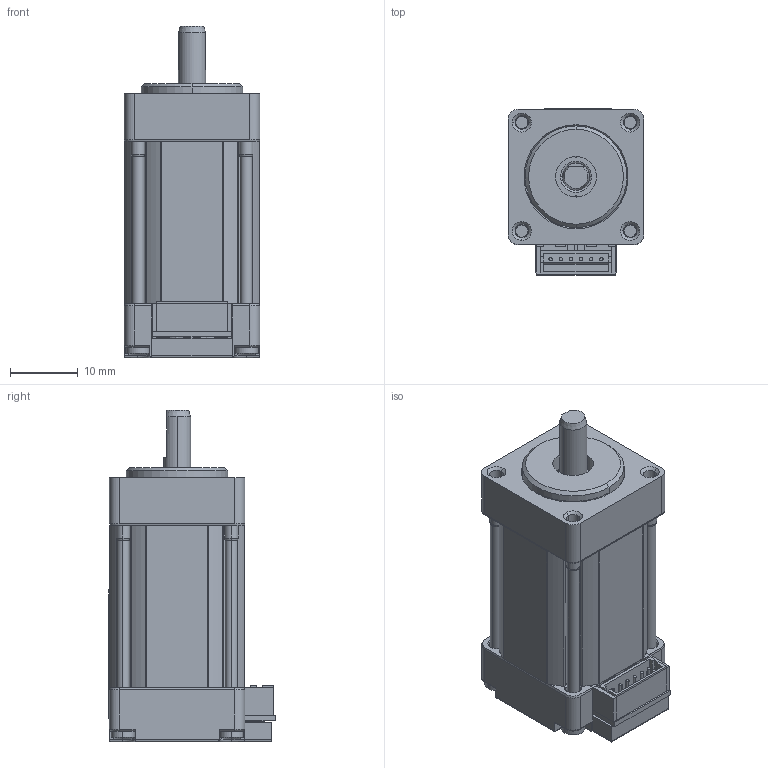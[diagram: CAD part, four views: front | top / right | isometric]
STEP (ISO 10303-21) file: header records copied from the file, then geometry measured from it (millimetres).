
FILE_DESCRIPTION((''),'2;1');
FILE_NAME('4611110034905_ASM','2023-12-18T09:18:29',('ms26442'),(''),'CREO PARAMETRIC BY PTC INC, 2018100','CREO PARAMETRIC BY PTC INC, 2018100','');
FILE_SCHEMA(('CONFIG_CONTROL_DESIGN'));
Products named in the file (28): 4613102100963; 3698153000669; 3698153000701; 4613104005778_ASM; 4713101002316; 4718405008456; 4713120012639_ASM; 4613103011347_ASM; 4219121304092; 4613106100682_AF0; 4332101104332_AF0; 4693220000720_AF0; 4613106100682_AF1; 4613110000042_AF0; 4613106100682_AF2; 4693220000720_AF1; 4613106100682_AF3; 4613107110413_ASM; 4333201500788; 4333201500789; 4331101000055; 4613108007121_ASM; 4294440200066; 4219121304096; 4294404001578; 4613153002485_ASM; 3219720000565; 4611110034905_ASM
Assembly tree (31 placements, depth 5):
  4611110034905_ASM
    4613153002485_ASM
      4613103011347_ASM
        4613104005778_ASM
          4613102100963
          3698153000669
          3698153000701
        4713120012639_ASM
          4713101002316
          4718405008456
      4219121304092
      4613108007121_ASM
        4613107110413_ASM
          4613106100682_AF0
          4332101104332_AF0
          4693220000720_AF0
          4613106100682_AF1
          4613110000042_AF0
          4613106100682_AF2
          4693220000720_AF1
          4613106100682_AF3
        4333201500788
        4333201500789
        4331101000055  x2
      4294440200066
      4219121304096
      4294404001578  x4
    3219720000565
Bounding box: 20 x 24.6 x 49 mm (x, y, z)
Volume: 10449.1 mm3; surface area: 23308.4 mm2
Topology: 25 solids, 37 shells, 3154 faces, 8758 edges, 5776 vertices
Faces by surface type: plane 1582, cylinder 1439, cone 91, torus 30, sphere 8, bspline 4
Entity records: 99406 total; most frequent: CARTESIAN_POINT 18476, DIRECTION 17307, ORIENTED_EDGE 16856, EDGE_CURVE 8442, AXIS2_PLACEMENT_3D 5971, VERTEX_POINT 5572, VECTOR 5365, LINE 5365
